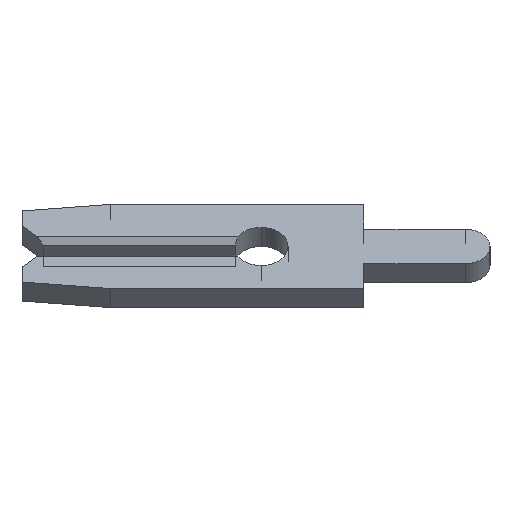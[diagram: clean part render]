
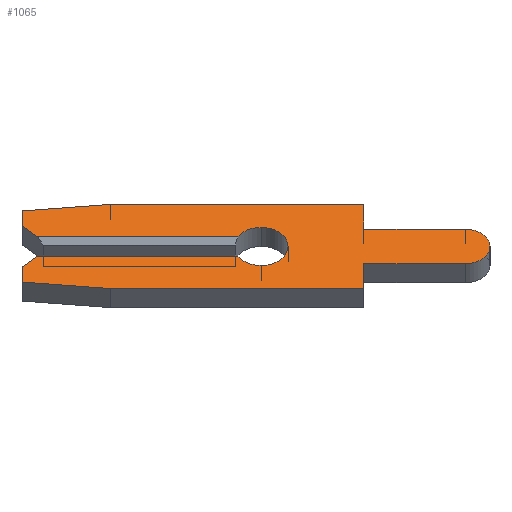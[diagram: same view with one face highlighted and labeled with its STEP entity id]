
A CAD part, left-side view. The second image highlights one B-rep face of the part: STEP entity #1065.
In plain terms, the highlighted face is planar.
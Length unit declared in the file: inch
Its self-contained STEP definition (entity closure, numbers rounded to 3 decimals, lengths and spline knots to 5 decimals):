
#19 = LINE ( 'NONE', #1253, #773 ) ;
#21 = EDGE_CURVE ( 'NONE', #789, #1305, #2107, .T. ) ;
#40 = EDGE_CURVE ( 'NONE', #1450, #1334, #1480, .T. ) ;
#41 = DIRECTION ( 'NONE',  ( 0., 0.995, 0.105 ) ) ;
#49 = LINE ( 'NONE', #742, #1849 ) ;
#52 = EDGE_CURVE ( 'NONE', #1262, #308, #19, .T. ) ;
#64 = ORIENTED_EDGE ( 'NONE', *, *, #963, .F. ) ;
#67 = VERTEX_POINT ( 'NONE', #274 ) ;
#77 = FACE_OUTER_BOUND ( 'NONE', #1670, .T. ) ;
#94 = DIRECTION ( 'NONE',  ( 1., 0., 0. ) ) ;
#100 = VERTEX_POINT ( 'NONE', #569 ) ;
#103 = AXIS2_PLACEMENT_3D ( 'NONE', #113, #1748, #417 ) ;
#109 = CARTESIAN_POINT ( 'NONE',  ( -0.013, 0.146, 0.0575 ) ) ;
#113 = CARTESIAN_POINT ( 'NONE',  ( -0.013, 0., 0. ) ) ;
#131 = CARTESIAN_POINT ( 'NONE',  ( -0.013, 0.231, -0.028 ) ) ;
#148 = CARTESIAN_POINT ( 'NONE',  ( -0.013, -0.099, -0.0235 ) ) ;
#169 = EDGE_CURVE ( 'NONE', #1305, #1180, #49, .T. ) ;
#175 = AXIS2_PLACEMENT_3D ( 'NONE', #1103, #290, #1941 ) ;
#187 = VECTOR ( 'NONE', #560, 39.37008 ) ;
#201 = VERTEX_POINT ( 'NONE', #411 ) ;
#203 = VERTEX_POINT ( 'NONE', #1909 ) ;
#227 = ORIENTED_EDGE ( 'NONE', *, *, #458, .F. ) ;
#263 = DIRECTION ( 'NONE',  ( 0., -1., 0. ) ) ;
#274 = CARTESIAN_POINT ( 'NONE',  ( -0.013, -0.099, 0.0575 ) ) ;
#286 = AXIS2_PLACEMENT_3D ( 'NONE', #320, #1149, #1820 ) ;
#290 = DIRECTION ( 'NONE',  ( -1., 0., 0. ) ) ;
#306 = VERTEX_POINT ( 'NONE', #469 ) ;
#308 = VERTEX_POINT ( 'NONE', #148 ) ;
#311 = CARTESIAN_POINT ( 'NONE',  ( -0.013, -0.1975, -0.0235 ) ) ;
#320 = CARTESIAN_POINT ( 'NONE',  ( -0.013, 0., 0. ) ) ;
#335 = VECTOR ( 'NONE', #1033, 39.37008 ) ;
#357 = VECTOR ( 'NONE', #1133, 39.37008 ) ;
#361 = CARTESIAN_POINT ( 'NONE',  ( -0.013, -0.1975, 0.0235 ) ) ;
#411 = CARTESIAN_POINT ( 'NONE',  ( -0.013, 0.231, 0.028 ) ) ;
#412 = CARTESIAN_POINT ( 'NONE',  ( -0.013, 0.02252, 0.013 ) ) ;
#417 = DIRECTION ( 'NONE',  ( 0., 0., -1. ) ) ;
#436 = EDGE_CURVE ( 'NONE', #306, #1090, #849, .T. ) ;
#454 = CARTESIAN_POINT ( 'NONE',  ( -0.013, -0.099, 0.0235 ) ) ;
#458 = EDGE_CURVE ( 'NONE', #1180, #1450, #1290, .T. ) ;
#469 = CARTESIAN_POINT ( 'NONE',  ( -0.013, 0., 0.026 ) ) ;
#500 = VECTOR ( 'NONE', #885, 39.37008 ) ;
#503 = VECTOR ( 'NONE', #541, 39.37008 ) ;
#517 = CARTESIAN_POINT ( 'NONE',  ( -0.013, 0.231, 0.04857 ) ) ;
#520 = ORIENTED_EDGE ( 'NONE', *, *, #436, .F. ) ;
#541 = DIRECTION ( 'NONE',  ( 0., -0.995, 0.105 ) ) ;
#552 = VERTEX_POINT ( 'NONE', #1004 ) ;
#554 = CARTESIAN_POINT ( 'NONE',  ( -0.013, 0.231, 0.028 ) ) ;
#560 = DIRECTION ( 'NONE',  ( 0., 0., 1. ) ) ;
#569 = CARTESIAN_POINT ( 'NONE',  ( -0.013, -0.099, 0.0235 ) ) ;
#570 = CARTESIAN_POINT ( 'NONE',  ( -0.013, 0.231, 0.04857 ) ) ;
#582 = PLANE ( 'NONE',  #1321 ) ;
#633 = ORIENTED_EDGE ( 'NONE', *, *, #1984, .F. ) ;
#689 = VERTEX_POINT ( 'NONE', #1840 ) ;
#694 = LINE ( 'NONE', #1886, #1974 ) ;
#714 = ORIENTED_EDGE ( 'NONE', *, *, #2104, .F. ) ;
#736 = CARTESIAN_POINT ( 'NONE',  ( -0.013, 0.2105, 0.0075 ) ) ;
#741 = ORIENTED_EDGE ( 'NONE', *, *, #1989, .F. ) ;
#742 = CARTESIAN_POINT ( 'NONE',  ( -0.013, 0.2105, -0.0075 ) ) ;
#751 = LINE ( 'NONE', #454, #357 ) ;
#753 = LINE ( 'NONE', #554, #187 ) ;
#773 = VECTOR ( 'NONE', #1426, 39.37008 ) ;
#789 = VERTEX_POINT ( 'NONE', #2038 ) ;
#822 = CARTESIAN_POINT ( 'NONE',  ( -0.013, 0., -0.013 ) ) ;
#849 = CIRCLE ( 'NONE', #286, 0.026 ) ;
#865 = ORIENTED_EDGE ( 'NONE', *, *, #1244, .F. ) ;
#885 = DIRECTION ( 'NONE',  ( 0., 1., 0. ) ) ;
#891 = VERTEX_POINT ( 'NONE', #361 ) ;
#893 = ORIENTED_EDGE ( 'NONE', *, *, #1197, .F. ) ;
#904 = VECTOR ( 'NONE', #263, 39.37008 ) ;
#962 = LINE ( 'NONE', #1669, #500 ) ;
#963 = EDGE_CURVE ( 'NONE', #1334, #306, #1156, .T. ) ;
#979 = DIRECTION ( 'NONE',  ( 0., -1., 0. ) ) ;
#991 = LINE ( 'NONE', #1230, #1821 ) ;
#1004 = CARTESIAN_POINT ( 'NONE',  ( -0.013, -0.099, -0.0575 ) ) ;
#1033 = DIRECTION ( 'NONE',  ( 0., 0., 1. ) ) ;
#1035 = LINE ( 'NONE', #736, #1610 ) ;
#1065 = ADVANCED_FACE ( 'NONE', ( #77 ), #582, .F. ) ;
#1078 = DIRECTION ( 'NONE',  ( 0., -0.707, 0.707 ) ) ;
#1079 = DIRECTION ( 'NONE',  ( 0., 0., -1. ) ) ;
#1087 = CIRCLE ( 'NONE', #1406, 0.0235 ) ;
#1090 = VERTEX_POINT ( 'NONE', #412 ) ;
#1092 = DIRECTION ( 'NONE',  ( 0., 0.707, 0.707 ) ) ;
#1099 = CARTESIAN_POINT ( 'NONE',  ( -0.013, 0., 0. ) ) ;
#1103 = CARTESIAN_POINT ( 'NONE',  ( -0.013, 0., 0. ) ) ;
#1104 = ORIENTED_EDGE ( 'NONE', *, *, #40, .F. ) ;
#1133 = DIRECTION ( 'NONE',  ( 0., -1., 0. ) ) ;
#1141 = CARTESIAN_POINT ( 'NONE',  ( -0.013, -0.099, 0.0575 ) ) ;
#1149 = DIRECTION ( 'NONE',  ( -1., 0., 0. ) ) ;
#1156 = CIRCLE ( 'NONE', #175, 0.026 ) ;
#1180 = VERTEX_POINT ( 'NONE', #1759 ) ;
#1184 = EDGE_CURVE ( 'NONE', #689, #1090, #1975, .T. ) ;
#1188 = LINE ( 'NONE', #517, #503 ) ;
#1197 = EDGE_CURVE ( 'NONE', #203, #67, #1474, .T. ) ;
#1230 = CARTESIAN_POINT ( 'NONE',  ( -0.013, -0.099, -0.0575 ) ) ;
#1236 = ORIENTED_EDGE ( 'NONE', *, *, #21, .F. ) ;
#1244 = EDGE_CURVE ( 'NONE', #100, #891, #751, .T. ) ;
#1253 = CARTESIAN_POINT ( 'NONE',  ( -0.013, -0.099, -0.0235 ) ) ;
#1262 = VERTEX_POINT ( 'NONE', #311 ) ;
#1264 = DIRECTION ( 'NONE',  ( 0., -1., 0. ) ) ;
#1288 = EDGE_CURVE ( 'NONE', #891, #1262, #1087, .T. ) ;
#1289 = DIRECTION ( 'NONE',  ( 1., 0., 0. ) ) ;
#1290 = LINE ( 'NONE', #822, #1314 ) ;
#1305 = VERTEX_POINT ( 'NONE', #131 ) ;
#1306 = CARTESIAN_POINT ( 'NONE',  ( -0.013, 0., -0.026 ) ) ;
#1307 = EDGE_CURVE ( 'NONE', #67, #100, #1637, .T. ) ;
#1314 = VECTOR ( 'NONE', #979, 39.37008 ) ;
#1321 = AXIS2_PLACEMENT_3D ( 'NONE', #1099, #94, #1597 ) ;
#1334 = VERTEX_POINT ( 'NONE', #1306 ) ;
#1358 = ORIENTED_EDGE ( 'NONE', *, *, #52, .F. ) ;
#1406 = AXIS2_PLACEMENT_3D ( 'NONE', #1467, #1289, #1623 ) ;
#1426 = DIRECTION ( 'NONE',  ( 0., 1., 0. ) ) ;
#1427 = VECTOR ( 'NONE', #1807, 39.37008 ) ;
#1450 = VERTEX_POINT ( 'NONE', #1814 ) ;
#1467 = CARTESIAN_POINT ( 'NONE',  ( -0.013, -0.1975, 0. ) ) ;
#1474 = LINE ( 'NONE', #109, #1738 ) ;
#1480 = CIRCLE ( 'NONE', #103, 0.026 ) ;
#1519 = ORIENTED_EDGE ( 'NONE', *, *, #1580, .F. ) ;
#1523 = CARTESIAN_POINT ( 'NONE',  ( -0.013, 0.146, -0.0575 ) ) ;
#1537 = EDGE_CURVE ( 'NONE', #1940, #203, #1188, .T. ) ;
#1573 = ORIENTED_EDGE ( 'NONE', *, *, #1288, .F. ) ;
#1580 = EDGE_CURVE ( 'NONE', #1601, #789, #694, .T. ) ;
#1588 = CARTESIAN_POINT ( 'NONE',  ( -0.013, 0.231, 0.013 ) ) ;
#1597 = DIRECTION ( 'NONE',  ( 0., 0., -1. ) ) ;
#1601 = VERTEX_POINT ( 'NONE', #1523 ) ;
#1610 = VECTOR ( 'NONE', #1092, 39.37008 ) ;
#1623 = DIRECTION ( 'NONE',  ( 0., 0., 1. ) ) ;
#1637 = LINE ( 'NONE', #1141, #1427 ) ;
#1669 = CARTESIAN_POINT ( 'NONE',  ( -0.013, 0.146, -0.0575 ) ) ;
#1670 = EDGE_LOOP ( 'NONE', ( #1835, #520, #64, #1104, #227, #1755, #1236, #1519, #1888, #633, #1358, #1573, #865, #2119, #893, #1965, #741, #714 ) ) ;
#1698 = EDGE_CURVE ( 'NONE', #552, #1601, #962, .T. ) ;
#1738 = VECTOR ( 'NONE', #1264, 39.37008 ) ;
#1748 = DIRECTION ( 'NONE',  ( -1., 0., 0. ) ) ;
#1755 = ORIENTED_EDGE ( 'NONE', *, *, #169, .F. ) ;
#1759 = CARTESIAN_POINT ( 'NONE',  ( -0.013, 0.216, -0.013 ) ) ;
#1807 = DIRECTION ( 'NONE',  ( 0., 0., -1. ) ) ;
#1814 = CARTESIAN_POINT ( 'NONE',  ( -0.013, 0.02252, -0.013 ) ) ;
#1820 = DIRECTION ( 'NONE',  ( 0., 0., -1. ) ) ;
#1821 = VECTOR ( 'NONE', #1079, 39.37008 ) ;
#1835 = ORIENTED_EDGE ( 'NONE', *, *, #1184, .T. ) ;
#1840 = CARTESIAN_POINT ( 'NONE',  ( -0.013, 0.216, 0.013 ) ) ;
#1849 = VECTOR ( 'NONE', #1078, 39.37008 ) ;
#1886 = CARTESIAN_POINT ( 'NONE',  ( -0.013, 0.231, -0.04857 ) ) ;
#1888 = ORIENTED_EDGE ( 'NONE', *, *, #1698, .F. ) ;
#1909 = CARTESIAN_POINT ( 'NONE',  ( -0.013, 0.146, 0.0575 ) ) ;
#1940 = VERTEX_POINT ( 'NONE', #570 ) ;
#1941 = DIRECTION ( 'NONE',  ( 0., 0., -1. ) ) ;
#1965 = ORIENTED_EDGE ( 'NONE', *, *, #1537, .F. ) ;
#1974 = VECTOR ( 'NONE', #41, 39.37008 ) ;
#1975 = LINE ( 'NONE', #1588, #904 ) ;
#1984 = EDGE_CURVE ( 'NONE', #308, #552, #991, .T. ) ;
#1989 = EDGE_CURVE ( 'NONE', #201, #1940, #753, .T. ) ;
#2033 = CARTESIAN_POINT ( 'NONE',  ( -0.013, 0.231, -0.028 ) ) ;
#2038 = CARTESIAN_POINT ( 'NONE',  ( -0.013, 0.231, -0.04857 ) ) ;
#2104 = EDGE_CURVE ( 'NONE', #689, #201, #1035, .T. ) ;
#2107 = LINE ( 'NONE', #2033, #335 ) ;
#2119 = ORIENTED_EDGE ( 'NONE', *, *, #1307, .F. ) ;
